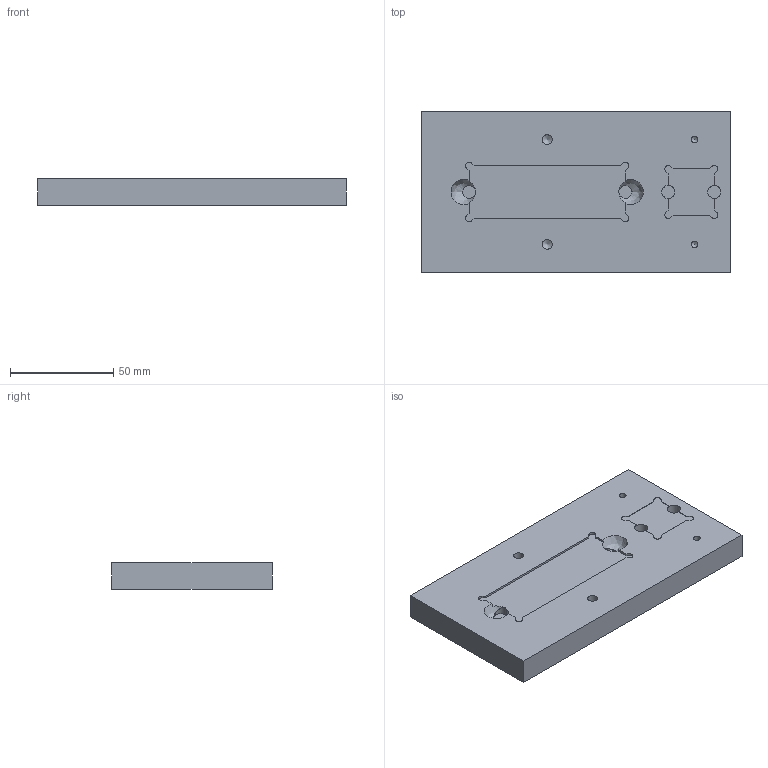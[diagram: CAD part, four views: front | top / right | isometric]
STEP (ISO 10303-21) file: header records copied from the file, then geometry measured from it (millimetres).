
FILE_DESCRIPTION(/* description */ (''),/* implementation_level */ '2;1');
FILE_NAME(/* name */ 'DPX Slide Jig.stp',/* time_stamp */ '2015-06-19T13:40:26-04:00',/* author */ ('biddleg'),/* organization */ (''),/* preprocessor_version */ 'ST-DEVELOPER v15.6',/* originating_system */ 'Autodesk Inventor 2015',/* authorisation */ '');
FILE_SCHEMA (('AUTOMOTIVE_DESIGN { 1 0 10303 214 3 1 1 }'));
Length unit declared in the file: inch
Products named in the file (1): DPX Slide Jig
Bounding box: 149.86 x 77.85 x 12.7 mm (x, y, z)
Volume: 144698.9 mm3; surface area: 29995.7 mm2
Topology: 1 solids, 1 shells, 62 faces, 171 edges, 113 vertices
Faces by surface type: plane 40, cylinder 16, cone 4, bspline 2
Full cylindrical faces by diameter (mm): 3.175 x2, 4.762 x2, 6.325 x4
Entity records: 2016 total; most frequent: CARTESIAN_POINT 495, ORIENTED_EDGE 304, DIRECTION 302, EDGE_CURVE 152, VERTEX_POINT 106, LINE 104, VECTOR 104, AXIS2_PLACEMENT_3D 99
